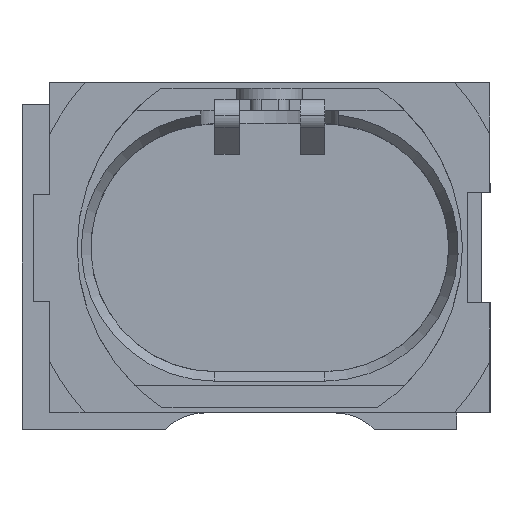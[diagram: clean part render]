
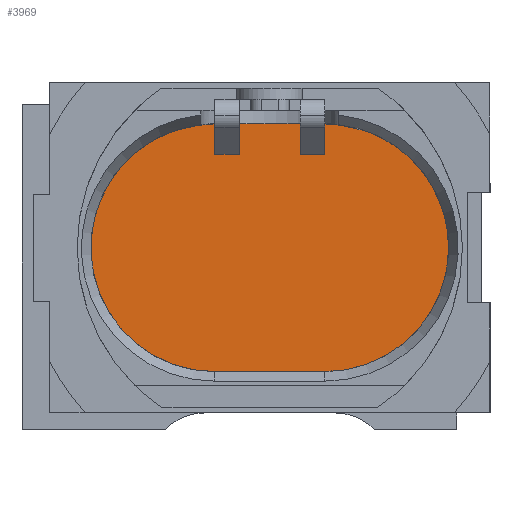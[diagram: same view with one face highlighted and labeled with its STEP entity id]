
A CAD part, front view. The second image highlights one B-rep face of the part: STEP entity #3969.
In plain terms, the highlighted planar face has unit normal (0, -1, 0).
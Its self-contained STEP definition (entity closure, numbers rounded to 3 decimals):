
#116 = EDGE_CURVE ( 'Defeature ausgef�hrt1_121+Defeature ausgef�hrt1_117+Defeature ausgef�hrt1_122+Defeature ausgef�hrt1_123', #10472, #1613, #7937, .T. ) ;
#183 = CARTESIAN_POINT ( 'NONE',  ( -1., -16.9, 2.25 ) ) ;
#424 = VERTEX_POINT ( 'NONE', #2288 ) ;
#464 = ORIENTED_EDGE ( 'NONE', *, *, #1511, .T. ) ;
#1511 = EDGE_CURVE ( 'Defeature ausgef�hrt1_121+Defeature ausgef�hrt1_118+Defeature ausgef�hrt1_123+Defeature ausgef�hrt1_122', #424, #2537, #3508, .T. ) ;
#1613 = VERTEX_POINT ( 'NONE', #6389 ) ;
#1736 = LINE ( 'NONE', #183, #7909 ) ;
#2197 = EDGE_CURVE ( 'Defeature ausgef�hrt1_121+Defeature ausgef�hrt1_123+Defeature ausgef�hrt1_117+Defeature ausgef�hrt1_118', #1613, #424, #10037, .T. ) ;
#2288 = CARTESIAN_POINT ( 'NONE',  ( 1., -16.9, -2.25 ) ) ;
#2478 = DIRECTION ( 'NONE',  ( 1., 0., 0. ) ) ;
#2537 = VERTEX_POINT ( 'NONE', #2848 ) ;
#2848 = CARTESIAN_POINT ( 'NONE',  ( 1., -16.9, 2.25 ) ) ;
#3458 = DIRECTION ( 'NONE',  ( 0., 0., 1. ) ) ;
#3508 = CIRCLE ( 'NONE', #9557, 2.25 ) ;
#3969 = ADVANCED_FACE ( 'Defeature ausgef�hrt1_121', ( #8776 ), #9345, .T. ) ;
#4267 = EDGE_LOOP ( 'NONE', ( #7941, #6979, #464, #8025 ) ) ;
#4623 = DIRECTION ( 'NONE',  ( 0., -1., 0. ) ) ;
#6089 = DIRECTION ( 'NONE',  ( -1., 0., 0. ) ) ;
#6104 = DIRECTION ( 'NONE',  ( 0., 0., 1. ) ) ;
#6141 = CARTESIAN_POINT ( 'NONE',  ( 1., -16.9, 0. ) ) ;
#6389 = CARTESIAN_POINT ( 'NONE',  ( -1., -16.9, -2.25 ) ) ;
#6811 = CARTESIAN_POINT ( 'NONE',  ( -1., -16.9, 2.25 ) ) ;
#6979 = ORIENTED_EDGE ( 'NONE', *, *, #2197, .T. ) ;
#7122 = CARTESIAN_POINT ( 'NONE',  ( -1., -16.9, 0. ) ) ;
#7426 = AXIS2_PLACEMENT_3D ( 'NONE', #7122, #4623, #9676 ) ;
#7909 = VECTOR ( 'NONE', #6089, 1000. ) ;
#7937 = CIRCLE ( 'NONE', #7426, 2.25 ) ;
#7941 = ORIENTED_EDGE ( 'NONE', *, *, #116, .T. ) ;
#8025 = ORIENTED_EDGE ( 'NONE', *, *, #8860, .T. ) ;
#8526 = DIRECTION ( 'NONE',  ( 0., -1., 0. ) ) ;
#8596 = DIRECTION ( 'NONE',  ( 0., -1., 0. ) ) ;
#8776 = FACE_OUTER_BOUND ( 'NONE', #4267, .T. ) ;
#8860 = EDGE_CURVE ( 'Defeature ausgef�hrt1_121+Defeature ausgef�hrt1_122+Defeature ausgef�hrt1_118+Defeature ausgef�hrt1_117', #2537, #10472, #1736, .T. ) ;
#9345 = PLANE ( 'NONE',  #10511 ) ;
#9557 = AXIS2_PLACEMENT_3D ( 'NONE', #6141, #8596, #6104 ) ;
#9676 = DIRECTION ( 'NONE',  ( 0., 0., 1. ) ) ;
#9797 = CARTESIAN_POINT ( 'NONE',  ( -1., -16.9, -2.25 ) ) ;
#10037 = LINE ( 'NONE', #9797, #10314 ) ;
#10081 = CARTESIAN_POINT ( 'NONE',  ( -1., -16.9, 0. ) ) ;
#10314 = VECTOR ( 'NONE', #2478, 1000. ) ;
#10472 = VERTEX_POINT ( 'NONE', #6811 ) ;
#10511 = AXIS2_PLACEMENT_3D ( 'NONE', #10081, #8526, #3458 ) ;
